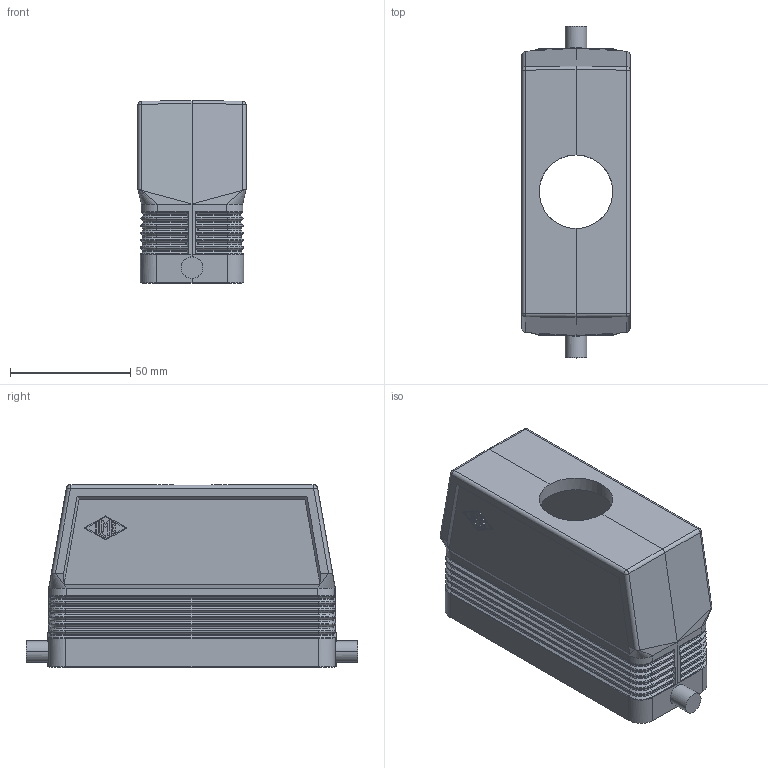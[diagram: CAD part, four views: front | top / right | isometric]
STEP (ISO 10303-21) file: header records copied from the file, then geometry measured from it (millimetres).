
FILE_DESCRIPTION(('Creo Elements/Direct Modeling STEP Export'),'2;1');
FILE_NAME('0ln7tug4dn53mff3184','2017-11-14T10:14:51',(''),(''),'PTC Creo Elements/Direct Modeling STEP processor for AP214 (Solid Model)','PTC Creo Elements/Direct Modeling 19.0E 27-Jun-2016 (C) Parametric Technology GmbH','');
FILE_SCHEMA(('AUTOMOTIVE_DESIGN { 1 0 10303 214 1 1 1 1 }'));
Length unit declared in the file: millimetre
Products named in the file (2): MFV_24_L32
Assembly tree (1 placements, depth 2):
  MFV_24_L32
    MFV_24_L32
Bounding box: 45 x 138.2 x 76 mm (x, y, z)
Volume: 107454.3 mm3; surface area: 54188 mm2
Topology: 1 solids, 1 shells, 511 faces, 1240 edges, 730 vertices
Faces by surface type: plane 236, cylinder 139, cone 56, torus 48, bspline 28, sphere 4
Entity records: 22684 total; most frequent: CARTESIAN_POINT 7011, ORIENTED_EDGE 2460, DIRECTION 2353, EDGE_CURVE 1230, AXIS2_PLACEMENT_3D 838, VERTEX_POINT 730, VECTOR 677, LINE 677
